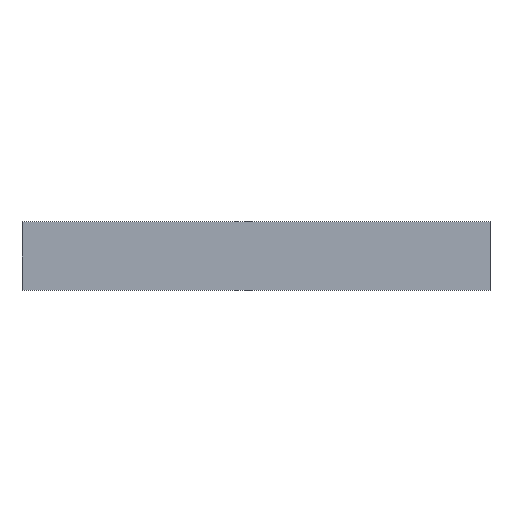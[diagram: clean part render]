
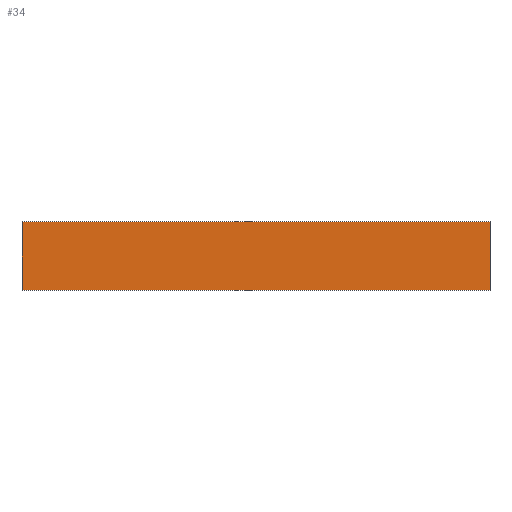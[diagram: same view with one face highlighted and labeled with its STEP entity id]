
A CAD part, top view. The second image highlights one B-rep face of the part: STEP entity #34.
In plain terms, the highlighted planar face has unit normal (0, 0, 1).
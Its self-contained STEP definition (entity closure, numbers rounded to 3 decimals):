
#17 = CARTESIAN_POINT ( 'NONE',  ( 154.25, 22.5, 2. ) ) ;
#18 = DIRECTION ( 'NONE',  ( 0., 1., 0. ) ) ;
#19 = VECTOR ( 'NONE', #18, 1000. ) ;
#20 = CARTESIAN_POINT ( 'NONE',  ( 154.25, 22.5, 2. ) ) ;
#21 = LINE ( 'NONE', #20, #19 ) ;
#23 = DIRECTION ( 'NONE',  ( 1., 0., 0. ) ) ;
#24 = DIRECTION ( 'NONE',  ( 0., 0., 1. ) ) ;
#25 = CARTESIAN_POINT ( 'NONE',  ( -154.25, -22.5, 2. ) ) ;
#26 = AXIS2_PLACEMENT_3D ( 'NONE', #25, #24, #23 ) ;
#29 = PLANE ( 'NONE',  #26 ) ;
#30 = FACE_OUTER_BOUND ( 'NONE', #35, .T. ) ;
#34 = ADVANCED_FACE ( 'NONE', ( #30 ), #29, .T. ) ;
#35 = EDGE_LOOP ( 'NONE', ( #51, #52, #38, #39 ) ) ;
#38 = ORIENTED_EDGE ( 'NONE', *, *, #53, .T. ) ;
#39 = ORIENTED_EDGE ( 'NONE', *, *, #90, .T. ) ;
#51 = ORIENTED_EDGE ( 'NONE', *, *, #64, .T. ) ;
#52 = ORIENTED_EDGE ( 'NONE', *, *, #91, .T. ) ;
#53 = EDGE_CURVE ( 'NONE', #98, #55, #21, .T. ) ;
#55 = VERTEX_POINT ( 'NONE', #17 ) ;
#63 = VERTEX_POINT ( 'NONE', #86 ) ;
#64 = EDGE_CURVE ( 'NONE', #70, #63, #82, .T. ) ;
#70 = VERTEX_POINT ( 'NONE', #183 ) ;
#79 = DIRECTION ( 'NONE',  ( 0., -1., 0. ) ) ;
#80 = VECTOR ( 'NONE', #79, 1000. ) ;
#81 = CARTESIAN_POINT ( 'NONE',  ( -154.25, 22.5, 2. ) ) ;
#82 = LINE ( 'NONE', #81, #80 ) ;
#86 = CARTESIAN_POINT ( 'NONE',  ( -154.25, -22.5, 2. ) ) ;
#90 = EDGE_CURVE ( 'NONE', #55, #70, #148, .T. ) ;
#91 = EDGE_CURVE ( 'NONE', #63, #98, #205, .T. ) ;
#98 = VERTEX_POINT ( 'NONE', #195 ) ;
#142 = DIRECTION ( 'NONE',  ( -1., 0., 0. ) ) ;
#143 = VECTOR ( 'NONE', #142, 1000. ) ;
#144 = CARTESIAN_POINT ( 'NONE',  ( -154.25, 22.5, 2. ) ) ;
#148 = LINE ( 'NONE', #144, #143 ) ;
#183 = CARTESIAN_POINT ( 'NONE',  ( -154.25, 22.5, 2. ) ) ;
#195 = CARTESIAN_POINT ( 'NONE',  ( 154.25, -22.5, 2. ) ) ;
#202 = DIRECTION ( 'NONE',  ( 1., 0., 0. ) ) ;
#203 = VECTOR ( 'NONE', #202, 1000. ) ;
#204 = CARTESIAN_POINT ( 'NONE',  ( -154.25, -22.5, 2. ) ) ;
#205 = LINE ( 'NONE', #204, #203 ) ;
